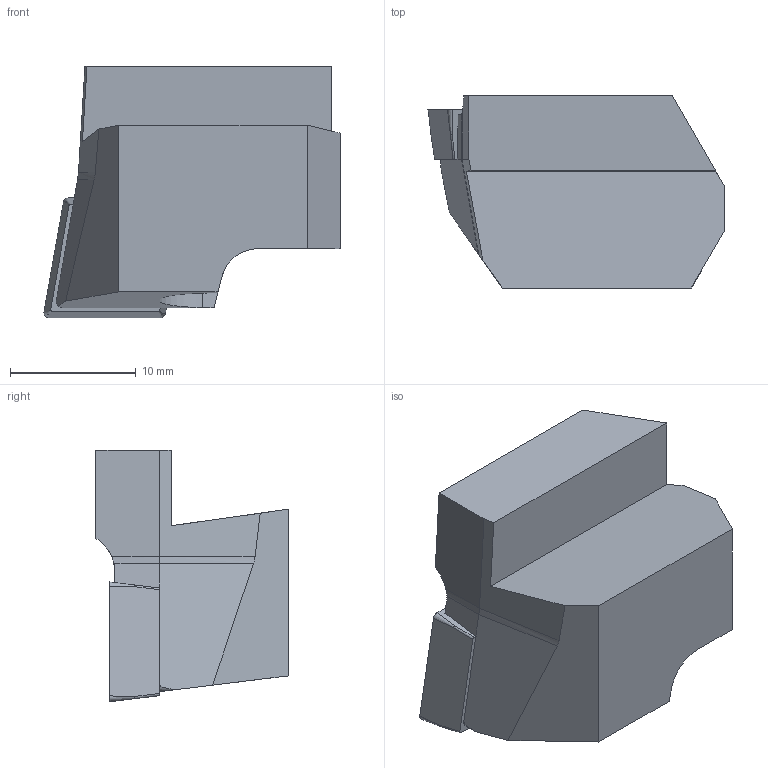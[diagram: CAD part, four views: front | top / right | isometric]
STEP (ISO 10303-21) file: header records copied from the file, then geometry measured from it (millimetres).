
FILE_DESCRIPTION(/* description */ (''),/* implementation_level */ '2;1');
FILE_NAME(/* name */ '1549619127760.stp',/* time_stamp */ '2019-02-08T10:45:44+01:00',/* author */ (''),/* organization */ ('SMS'),/* preprocessor_version */ 'ST-DEVELOPER v15',/* originating_system */ 'SIEMENS PLM Software NX 8.5',/* authorisation */ '');
FILE_SCHEMA (('AUTOMOTIVE_DESIGN { 1 0 10303 214 3 1 1 1 }'));
Length unit declared in the file: millimetre
Products named in the file (4): ASSEMBLY_CONSTRUCTION; 200998958mod000_02; 201011636mod000_00; 201011638mod000_01
Assembly tree (3 placements, depth 2):
  201011638mod000_01
    201011636mod000_00
    200998958mod000_02
    ASSEMBLY_CONSTRUCTION
Bounding box: 23.54 x 15.28 x 20 mm (x, y, z)
Volume: 3195.9 mm3; surface area: 2225.2 mm2
Topology: 2 solids, 2 shells, 62 faces, 165 edges, 118 vertices
Faces by surface type: plane 35, cylinder 12, cone 6, extrusion 5, torus 4
Full cylindrical faces by diameter (mm): 4.4 x2
Entity records: 2226 total; most frequent: CARTESIAN_POINT 510, DIRECTION 334, ORIENTED_EDGE 304, EDGE_CURVE 152, AXIS2_PLACEMENT_3D 112, VECTOR 110, LINE 105, VERTEX_POINT 103
